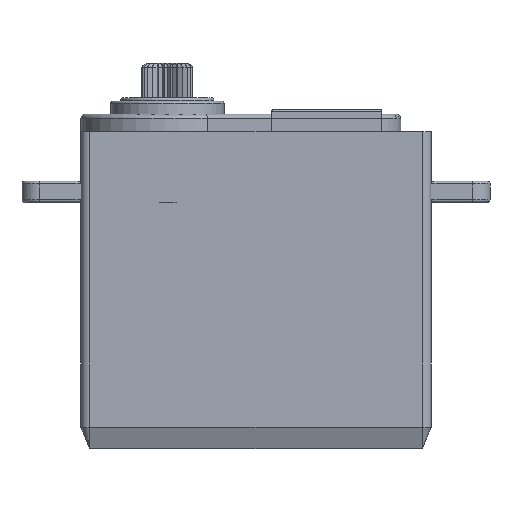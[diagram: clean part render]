
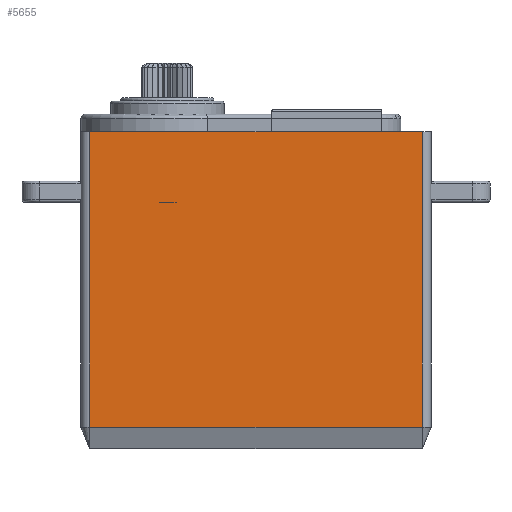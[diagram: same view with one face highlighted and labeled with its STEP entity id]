
A CAD part, front view. The second image highlights one B-rep face of the part: STEP entity #5655.
In plain terms, the highlighted planar face has unit normal (0, -1, 0).
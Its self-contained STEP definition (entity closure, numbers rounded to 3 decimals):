
#553=PLANE('',#6271);
#812=FACE_OUTER_BOUND('',#1182,.T.);
#1182=EDGE_LOOP('',(#4490,#4491,#4492,#4493));
#1574=LINE('',#9637,#2011);
#1587=LINE('',#9671,#2024);
#1589=LINE('',#9677,#2026);
#1590=LINE('',#9678,#2027);
#2011=VECTOR('',#7524,10.);
#2024=VECTOR('',#7561,10.);
#2026=VECTOR('',#7567,10.);
#2027=VECTOR('',#7568,10.);
#2511=VERTEX_POINT('',#9630);
#2514=VERTEX_POINT('',#9635);
#2523=VERTEX_POINT('',#9670);
#2525=VERTEX_POINT('',#9676);
#3190=EDGE_CURVE('',#2514,#2511,#1574,.T.);
#3207=EDGE_CURVE('',#2511,#2523,#1587,.T.);
#3210=EDGE_CURVE('',#2514,#2525,#1589,.T.);
#3211=EDGE_CURVE('',#2523,#2525,#1590,.T.);
#4490=ORIENTED_EDGE('',*,*,#3190,.F.);
#4491=ORIENTED_EDGE('',*,*,#3210,.T.);
#4492=ORIENTED_EDGE('',*,*,#3211,.F.);
#4493=ORIENTED_EDGE('',*,*,#3207,.F.);
#5655=ADVANCED_FACE('',(#812),#553,.T.);
#6271=AXIS2_PLACEMENT_3D('',#9675,#7565,#7566);
#7524=DIRECTION('',(-1.,0.,0.));
#7561=DIRECTION('',(0.,0.,1.));
#7565=DIRECTION('center_axis',(0.,-1.,0.));
#7566=DIRECTION('ref_axis',(1.,0.,0.));
#7567=DIRECTION('',(0.,0.,1.));
#7568=DIRECTION('',(1.,0.,0.));
#9630=CARTESIAN_POINT('',(-19.25,-10.,-26.));
#9635=CARTESIAN_POINT('',(19.25,-10.,-26.));
#9637=CARTESIAN_POINT('',(-9.625,-10.,-26.));
#9670=CARTESIAN_POINT('',(-19.25,-10.,8.2));
#9671=CARTESIAN_POINT('',(-19.25,-10.,0.));
#9675=CARTESIAN_POINT('Origin',(-19.25,-10.,0.));
#9676=CARTESIAN_POINT('',(19.25,-10.,8.2));
#9677=CARTESIAN_POINT('',(19.25,-10.,0.));
#9678=CARTESIAN_POINT('',(19.25,-10.,8.2));
